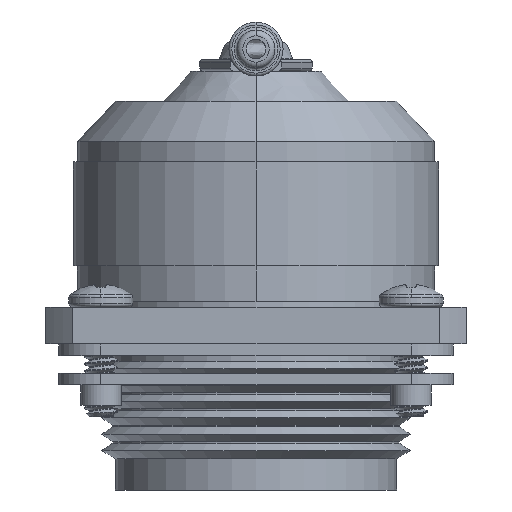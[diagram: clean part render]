
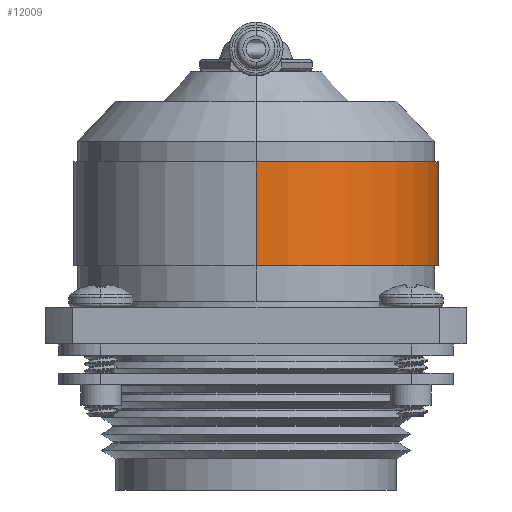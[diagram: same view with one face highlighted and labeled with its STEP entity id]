
A CAD part, front view. The second image highlights one B-rep face of the part: STEP entity #12009.
In plain terms, the highlighted cylindrical face has radius 15.875 mm (diameter 31.75 mm), a partial arc.
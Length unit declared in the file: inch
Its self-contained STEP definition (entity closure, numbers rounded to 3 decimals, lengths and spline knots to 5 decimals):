
#2600 = DIRECTION ( 'NONE',  ( 0., 1., 0. ) ) ;
#2606 = DIRECTION ( 'NONE',  ( 0., 0., 1. ) ) ;
#2616 = CARTESIAN_POINT ( 'NONE',  ( 0., 0.789, 0. ) ) ;
#4094 = AXIS2_PLACEMENT_3D ( 'NONE', #17505, #17504, #17503 ) ;
#4095 = AXIS2_PLACEMENT_3D ( 'NONE', #17501, #17500, #17499 ) ;
#4894 = VERTEX_POINT ( 'NONE', #19358 ) ;
#4908 = EDGE_LOOP ( 'NONE', ( #18669, #18670, #18671, #18672 ) ) ;
#5051 = VERTEX_POINT ( 'NONE', #19514 ) ;
#5056 = VERTEX_POINT ( 'NONE', #19521 ) ;
#5129 = VERTEX_POINT ( 'NONE', #19621 ) ;
#7024 = EDGE_CURVE ( 'NONE', #5129, #5051, #14461, .T. ) ;
#7027 = EDGE_CURVE ( 'NONE', #5051, #5056, #14447, .T. ) ;
#7028 = EDGE_CURVE ( 'NONE', #4894, #5056, #14441, .T. ) ;
#7030 = EDGE_CURVE ( 'NONE', #5129, #4894, #14442, .T. ) ;
#12009 = ADVANCED_FACE ( 'NONE', ( #17676 ), #17656, .T. ) ;
#13769 = AXIS2_PLACEMENT_3D ( 'NONE', #2616, #2600, #2606 ) ;
#14427 = VECTOR ( 'NONE', #17508, 39.37008 ) ;
#14440 = VECTOR ( 'NONE', #17510, 39.37008 ) ;
#14441 = CIRCLE ( 'NONE', #4095, 0.625 ) ;
#14442 = LINE ( 'NONE', #17502, #14427 ) ;
#14447 = LINE ( 'NONE', #17506, #14440 ) ;
#14461 = CIRCLE ( 'NONE', #4094, 0.625 ) ;
#17499 = DIRECTION ( 'NONE',  ( 0., 0., 1. ) ) ;
#17500 = DIRECTION ( 'NONE',  ( 0., 1., 0. ) ) ;
#17501 = CARTESIAN_POINT ( 'NONE',  ( 0., 0.47805, 0. ) ) ;
#17502 = CARTESIAN_POINT ( 'NONE',  ( 0., 0.789, 0.625 ) ) ;
#17503 = DIRECTION ( 'NONE',  ( 0., 0., 1. ) ) ;
#17504 = DIRECTION ( 'NONE',  ( 0., 1., 0. ) ) ;
#17505 = CARTESIAN_POINT ( 'NONE',  ( 0., 0.12205, 0. ) ) ;
#17506 = CARTESIAN_POINT ( 'NONE',  ( 0., 0.789, -0.625 ) ) ;
#17508 = DIRECTION ( 'NONE',  ( 0., 1., 0. ) ) ;
#17510 = DIRECTION ( 'NONE',  ( 0., 1., 0. ) ) ;
#17656 = CYLINDRICAL_SURFACE ( 'NONE', #13769, 0.625 ) ;
#17676 = FACE_OUTER_BOUND ( 'NONE', #4908, .T. ) ;
#18669 = ORIENTED_EDGE ( 'NONE', *, *, #7024, .T. ) ;
#18670 = ORIENTED_EDGE ( 'NONE', *, *, #7027, .T. ) ;
#18671 = ORIENTED_EDGE ( 'NONE', *, *, #7028, .F. ) ;
#18672 = ORIENTED_EDGE ( 'NONE', *, *, #7030, .F. ) ;
#19358 = CARTESIAN_POINT ( 'NONE',  ( 0., 0.47805, 0.625 ) ) ;
#19514 = CARTESIAN_POINT ( 'NONE',  ( 0., 0.12205, -0.625 ) ) ;
#19521 = CARTESIAN_POINT ( 'NONE',  ( 0., 0.47805, -0.625 ) ) ;
#19621 = CARTESIAN_POINT ( 'NONE',  ( 0., 0.12205, 0.625 ) ) ;
